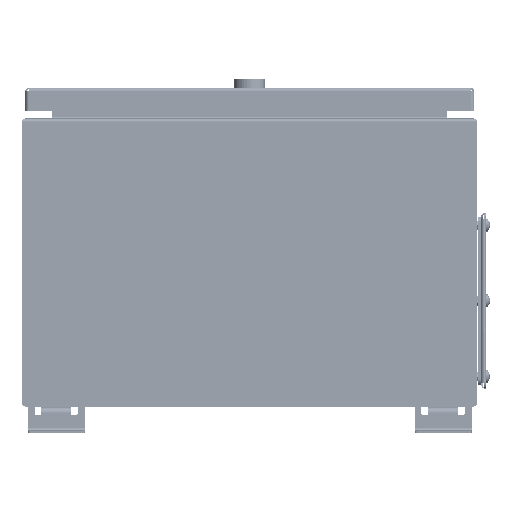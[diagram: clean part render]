
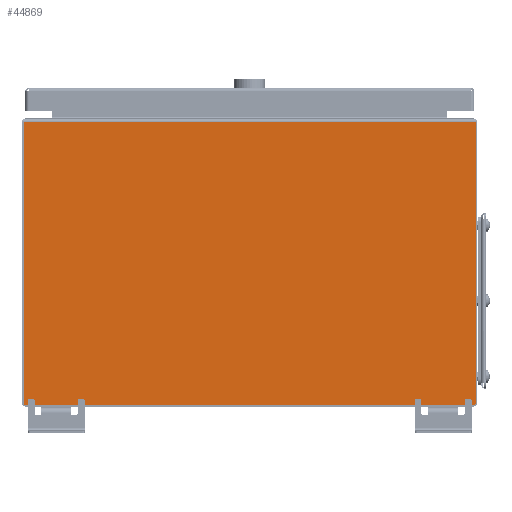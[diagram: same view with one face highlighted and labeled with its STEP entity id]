
A CAD part, left-side view. The second image highlights one B-rep face of the part: STEP entity #44869.
In plain terms, the highlighted planar face has unit normal (-1, 0, 0).
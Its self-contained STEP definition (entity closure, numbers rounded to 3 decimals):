
#326 = CARTESIAN_POINT ( 'NONE',  ( -1.5, -197., -123.5 ) ) ;
#2313 = CARTESIAN_POINT ( 'NONE',  ( -1.5, -200., -123.5 ) ) ;
#4755 = CARTESIAN_POINT ( 'NONE',  ( -1.5, -200., 123.5 ) ) ;
#4873 = ORIENTED_EDGE ( 'NONE', *, *, #75724, .T. ) ;
#5080 = DIRECTION ( 'NONE',  ( 0., 0., 1. ) ) ;
#6873 = ORIENTED_EDGE ( 'NONE', *, *, #32670, .T. ) ;
#7100 = EDGE_CURVE ( 'NONE', #28728, #24587, #36091, .T. ) ;
#8051 = DIRECTION ( 'NONE',  ( 0., 0., 1. ) ) ;
#8636 = EDGE_CURVE ( 'NONE', #74790, #67833, #22526, .T. ) ;
#12569 = CIRCLE ( 'NONE', #75155, 3. ) ;
#12919 = AXIS2_PLACEMENT_3D ( 'NONE', #56948, #51587, #5080 ) ;
#13229 = ORIENTED_EDGE ( 'NONE', *, *, #21802, .T. ) ;
#15500 = CARTESIAN_POINT ( 'NONE',  ( -1.5, 200., 123.5 ) ) ;
#15801 = ORIENTED_EDGE ( 'NONE', *, *, #8636, .F. ) ;
#16621 = DIRECTION ( 'NONE',  ( -1., 0., 0. ) ) ;
#17728 = VECTOR ( 'NONE', #75558, 1000. ) ;
#21802 = EDGE_CURVE ( 'NONE', #28728, #67833, #12569, .T. ) ;
#22526 = LINE ( 'NONE', #59014, #17728 ) ;
#23966 = AXIS2_PLACEMENT_3D ( 'NONE', #326, #64468, #39929 ) ;
#24587 = VERTEX_POINT ( 'NONE', #15500 ) ;
#27604 = CIRCLE ( 'NONE', #23966, 3. ) ;
#28728 = VERTEX_POINT ( 'NONE', #43309 ) ;
#28870 = PLANE ( 'NONE',  #12919 ) ;
#30370 = CARTESIAN_POINT ( 'NONE',  ( -1.5, 200., 126.5 ) ) ;
#32618 = CARTESIAN_POINT ( 'NONE',  ( -1.5, -197., -126.5 ) ) ;
#32670 = EDGE_CURVE ( 'NONE', #48549, #24587, #38209, .T. ) ;
#32794 = DIRECTION ( 'NONE',  ( 0., 1., 0. ) ) ;
#33515 = DIRECTION ( 'NONE',  ( 0., 0., 1. ) ) ;
#34627 = FACE_OUTER_BOUND ( 'NONE', #35553, .T. ) ;
#34641 = CARTESIAN_POINT ( 'NONE',  ( -1.5, 197., -123.5 ) ) ;
#35139 = VECTOR ( 'NONE', #8051, 1000. ) ;
#35553 = EDGE_LOOP ( 'NONE', ( #15801, #4873, #46367, #6873, #64842, #13229 ) ) ;
#36091 = LINE ( 'NONE', #30370, #35139 ) ;
#38209 = LINE ( 'NONE', #4755, #43160 ) ;
#39929 = DIRECTION ( 'NONE',  ( 0., 0., 1. ) ) ;
#40594 = CARTESIAN_POINT ( 'NONE',  ( -1.5, -200., 126.5 ) ) ;
#40964 = LINE ( 'NONE', #40594, #57128 ) ;
#43160 = VECTOR ( 'NONE', #32794, 1000. ) ;
#43309 = CARTESIAN_POINT ( 'NONE',  ( -1.5, 200., -123.5 ) ) ;
#44869 = ADVANCED_FACE ( 'NONE', ( #34627 ), #28870, .T. ) ;
#45376 = EDGE_CURVE ( 'NONE', #48549, #57717, #40964, .T. ) ;
#46367 = ORIENTED_EDGE ( 'NONE', *, *, #45376, .F. ) ;
#48549 = VERTEX_POINT ( 'NONE', #75424 ) ;
#51587 = DIRECTION ( 'NONE',  ( -1., 0., 0. ) ) ;
#56948 = CARTESIAN_POINT ( 'NONE',  ( -1.5, 0., 0. ) ) ;
#57128 = VECTOR ( 'NONE', #75560, 1000. ) ;
#57717 = VERTEX_POINT ( 'NONE', #2313 ) ;
#59014 = CARTESIAN_POINT ( 'NONE',  ( -1.5, -200., -126.5 ) ) ;
#64468 = DIRECTION ( 'NONE',  ( -1., 0., 0. ) ) ;
#64842 = ORIENTED_EDGE ( 'NONE', *, *, #7100, .F. ) ;
#66790 = CARTESIAN_POINT ( 'NONE',  ( -1.5, 197., -126.5 ) ) ;
#67833 = VERTEX_POINT ( 'NONE', #66790 ) ;
#74790 = VERTEX_POINT ( 'NONE', #32618 ) ;
#75155 = AXIS2_PLACEMENT_3D ( 'NONE', #34641, #16621, #33515 ) ;
#75424 = CARTESIAN_POINT ( 'NONE',  ( -1.5, -200., 123.5 ) ) ;
#75558 = DIRECTION ( 'NONE',  ( 0., 1., 0. ) ) ;
#75560 = DIRECTION ( 'NONE',  ( 0., 0., -1. ) ) ;
#75724 = EDGE_CURVE ( 'NONE', #74790, #57717, #27604, .T. ) ;
